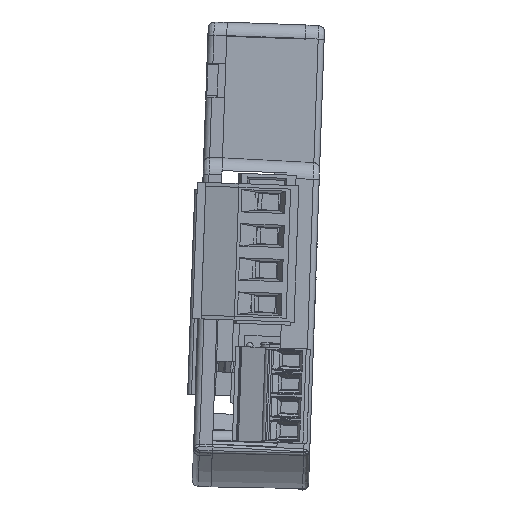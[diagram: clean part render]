
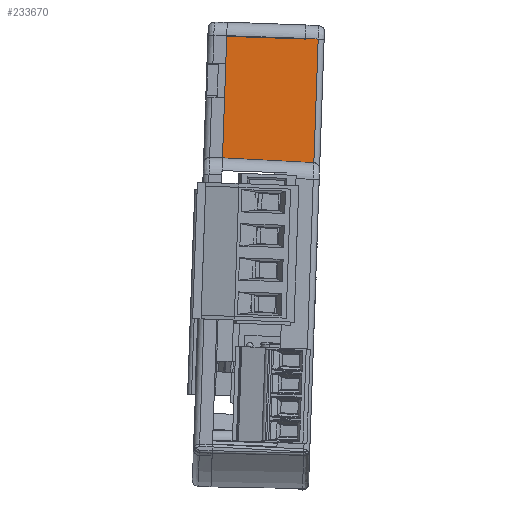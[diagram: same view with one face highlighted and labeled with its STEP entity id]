
A CAD part, front view. The second image highlights one B-rep face of the part: STEP entity #233670.
In plain terms, the highlighted face is planar.
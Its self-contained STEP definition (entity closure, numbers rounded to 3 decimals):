
#229684 = VERTEX_POINT('',#229685);
#229685 = CARTESIAN_POINT('',(33.029,-22.212,2.8));
#229691 = EDGE_CURVE('',#229684,#229692,#229694,.T.);
#229692 = VERTEX_POINT('',#229693);
#229693 = CARTESIAN_POINT('',(33.129,-22.212,2.8));
#229694 = LINE('',#229695,#229696);
#229695 = CARTESIAN_POINT('',(33.029,-22.212,2.8));
#229696 = VECTOR('',#229697,1.);
#229697 = DIRECTION('',(1.,0.,0.));
#233436 = VERTEX_POINT('',#233437);
#233437 = CARTESIAN_POINT('',(14.691,-22.179,
    0.884));
#233443 = EDGE_CURVE('',#233436,#233444,#233446,.T.);
#233444 = VERTEX_POINT('',#233445);
#233445 = CARTESIAN_POINT('',(14.929,-22.417,14.5));
#233446 = LINE('',#233447,#233448);
#233447 = CARTESIAN_POINT('',(14.691,-22.179,
    0.884));
#233448 = VECTOR('',#233449,1.);
#233449 = DIRECTION('',(0.017,-0.017,
    1.));
#233569 = VERTEX_POINT('',#233570);
#233570 = CARTESIAN_POINT('',(33.096,-22.179,
    0.884));
#233579 = EDGE_CURVE('',#233569,#233436,#233580,.T.);
#233580 = LINE('',#233581,#233582);
#233581 = CARTESIAN_POINT('',(33.096,-22.179,
    0.884));
#233582 = VECTOR('',#233583,1.);
#233583 = DIRECTION('',(-1.,0.,0.));
#233670 = ADVANCED_FACE('',(#233671),#233696,.F.);
#233671 = FACE_BOUND('',#233672,.T.);
#233672 = EDGE_LOOP('',(#233673,#233674,#233675,#233681,#233682,#233690)
  );
#233673 = ORIENTED_EDGE('',*,*,#233443,.F.);
#233674 = ORIENTED_EDGE('',*,*,#233579,.F.);
#233675 = ORIENTED_EDGE('',*,*,#233676,.T.);
#233676 = EDGE_CURVE('',#233569,#229692,#233677,.T.);
#233677 = LINE('',#233678,#233679);
#233678 = CARTESIAN_POINT('',(33.096,-22.179,
    0.884));
#233679 = VECTOR('',#233680,1.);
#233680 = DIRECTION('',(0.017,-0.017,
    1.));
#233681 = ORIENTED_EDGE('',*,*,#229691,.F.);
#233682 = ORIENTED_EDGE('',*,*,#233683,.T.);
#233683 = EDGE_CURVE('',#229684,#233684,#233686,.T.);
#233684 = VERTEX_POINT('',#233685);
#233685 = CARTESIAN_POINT('',(33.029,-22.417,14.5));
#233686 = LINE('',#233687,#233688);
#233687 = CARTESIAN_POINT('',(33.029,-22.212,2.8));
#233688 = VECTOR('',#233689,1.);
#233689 = DIRECTION('',(0.,-0.017,1.));
#233690 = ORIENTED_EDGE('',*,*,#233691,.F.);
#233691 = EDGE_CURVE('',#233444,#233684,#233692,.T.);
#233692 = LINE('',#233693,#233694);
#233693 = CARTESIAN_POINT('',(14.929,-22.417,14.5));
#233694 = VECTOR('',#233695,1.);
#233695 = DIRECTION('',(1.,0.,0.));
#233696 = PLANE('',#233697);
#233697 = AXIS2_PLACEMENT_3D('',#233698,#233699,#233700);
#233698 = CARTESIAN_POINT('',(14.918,-22.417,
    14.511));
#233699 = DIRECTION('',(0.,1.,0.017));
#233700 = DIRECTION('',(1.,0.,-0.));
